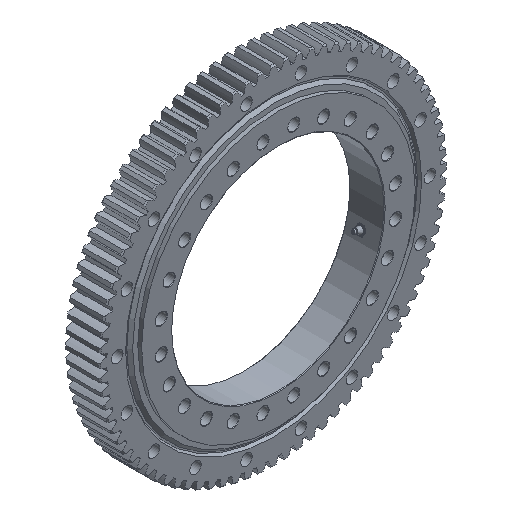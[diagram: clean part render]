
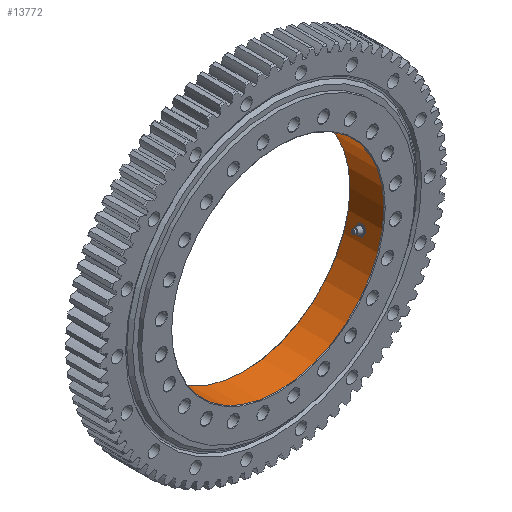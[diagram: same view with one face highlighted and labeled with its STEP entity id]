
A CAD part, isometric view. The second image highlights one B-rep face of the part: STEP entity #13772.
In plain terms, the highlighted cylindrical face has radius 132.499 mm (diameter 264.998 mm), a full revolution.
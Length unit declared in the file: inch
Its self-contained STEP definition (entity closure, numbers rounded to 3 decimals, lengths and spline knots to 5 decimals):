
#333=FACE_BOUND('',#2243,.T.);
#436=B_SPLINE_CURVE_WITH_KNOTS('',3,(#21078,#21079,#21080,#21081,#21082,
#21083,#21084,#21085,#21086,#21087),.UNSPECIFIED.,.F.,.F.,(4,2,2,2,4),(0.,
0.41976,0.83953,1.25929,1.67905),
 .UNSPECIFIED.);
#437=B_SPLINE_CURVE_WITH_KNOTS('',3,(#21088,#21089,#21090,#21091,#21092,
#21093,#21094,#21095,#21096,#21097,#21098,#21099,#21100,#21101,#21102,#21103,
#21104,#21105,#21106,#21107,#21108,#21109,#21110,#21111,#21112,#21113),
 .UNSPECIFIED.,.F.,.F.,(4,2,2,2,2,2,2,2,2,2,2,2,4),(1.67905,2.09881,
2.51857,2.93834,3.3581,3.77786,4.19763,
4.61739,5.03715,5.45691,5.87667,6.29644,
6.7162),.UNSPECIFIED.);
#1056=CYLINDRICAL_SURFACE('',#14664,5.2165);
#1453=FACE_OUTER_BOUND('',#2242,.T.);
#2242=EDGE_LOOP('',(#9010,#9011,#9012,#9013,#9014,#9015));
#2243=EDGE_LOOP('',(#9016,#9017));
#3134=LINE('',#21075,#3596);
#3596=VECTOR('',#16657,5.2165);
#4058=CIRCLE('',#14662,5.2165);
#4059=CIRCLE('',#14663,5.2165);
#4060=CIRCLE('',#14665,5.2165);
#4061=CIRCLE('',#14666,5.2165);
#5240=VERTEX_POINT('',#21065);
#5241=VERTEX_POINT('',#21067);
#5242=VERTEX_POINT('',#21071);
#5243=VERTEX_POINT('',#21072);
#5244=VERTEX_POINT('',#21076);
#5245=VERTEX_POINT('',#21077);
#6738=EDGE_CURVE('',#5240,#5241,#4058,.T.);
#6739=EDGE_CURVE('',#5241,#5240,#4059,.T.);
#6740=EDGE_CURVE('',#5242,#5243,#4060,.T.);
#6741=EDGE_CURVE('',#5243,#5242,#4061,.T.);
#6742=EDGE_CURVE('',#5243,#5241,#3134,.T.);
#6743=EDGE_CURVE('',#5244,#5245,#436,.T.);
#6744=EDGE_CURVE('',#5245,#5244,#437,.T.);
#9010=ORIENTED_EDGE('',*,*,#6740,.F.);
#9011=ORIENTED_EDGE('',*,*,#6741,.F.);
#9012=ORIENTED_EDGE('',*,*,#6742,.T.);
#9013=ORIENTED_EDGE('',*,*,#6738,.F.);
#9014=ORIENTED_EDGE('',*,*,#6739,.F.);
#9015=ORIENTED_EDGE('',*,*,#6742,.F.);
#9016=ORIENTED_EDGE('',*,*,#6743,.T.);
#9017=ORIENTED_EDGE('',*,*,#6744,.T.);
#13772=ADVANCED_FACE('',(#1453,#333),#1056,.F.);
#14662=AXIS2_PLACEMENT_3D('',#21068,#16647,#16648);
#14663=AXIS2_PLACEMENT_3D('',#21069,#16649,#16650);
#14664=AXIS2_PLACEMENT_3D('',#21070,#16651,#16652);
#14665=AXIS2_PLACEMENT_3D('',#21073,#16653,#16654);
#14666=AXIS2_PLACEMENT_3D('',#21074,#16655,#16656);
#16647=DIRECTION('center_axis',(0.,1.,0.));
#16648=DIRECTION('ref_axis',(1.,0.,0.));
#16649=DIRECTION('center_axis',(0.,1.,0.));
#16650=DIRECTION('ref_axis',(1.,0.,0.));
#16651=DIRECTION('center_axis',(0.,1.,0.));
#16652=DIRECTION('ref_axis',(-1.,0.,0.));
#16653=DIRECTION('center_axis',(0.,-1.,0.));
#16654=DIRECTION('ref_axis',(1.,0.,0.));
#16655=DIRECTION('center_axis',(0.,-1.,0.));
#16656=DIRECTION('ref_axis',(1.,0.,0.));
#16657=DIRECTION('',(0.,-1.,0.));
#21065=CARTESIAN_POINT('',(-5.2165,-0.954,0.));
#21067=CARTESIAN_POINT('',(5.2165,-0.954,0.));
#21068=CARTESIAN_POINT('Origin',(0.,-0.954,0.));
#21069=CARTESIAN_POINT('Origin',(0.,-0.954,0.));
#21070=CARTESIAN_POINT('Origin',(0.,-0.118,0.));
#21071=CARTESIAN_POINT('',(-5.2165,0.718,0.));
#21072=CARTESIAN_POINT('',(5.2165,0.718,0.));
#21073=CARTESIAN_POINT('Origin',(0.,0.718,0.));
#21074=CARTESIAN_POINT('Origin',(0.,0.718,0.));
#21075=CARTESIAN_POINT('',(5.2165,-0.118,0.));
#21076=CARTESIAN_POINT('',(-5.19804,0.,-0.4385));
#21077=CARTESIAN_POINT('',(-5.2165,-0.4385,0.));
#21078=CARTESIAN_POINT('Ctrl Pts',(-5.19804,0.,
-0.4385));
#21079=CARTESIAN_POINT('Ctrl Pts',(-5.19804,-0.05509,
-0.4385));
#21080=CARTESIAN_POINT('Ctrl Pts',(-5.199,-0.11383,
-0.42749));
#21081=CARTESIAN_POINT('Ctrl Pts',(-5.20249,-0.22186,
-0.38273));
#21082=CARTESIAN_POINT('Ctrl Pts',(-5.20496,-0.27115,
-0.34898));
#21083=CARTESIAN_POINT('Ctrl Pts',(-5.20959,-0.34898,
-0.27115));
#21084=CARTESIAN_POINT('Ctrl Pts',(-5.21206,-0.38273,
-0.22186));
#21085=CARTESIAN_POINT('Ctrl Pts',(-5.21554,-0.42749,
-0.11383));
#21086=CARTESIAN_POINT('Ctrl Pts',(-5.2165,-0.4385,-0.05509));
#21087=CARTESIAN_POINT('Ctrl Pts',(-5.2165,-0.4385,0.));
#21088=CARTESIAN_POINT('Ctrl Pts',(-5.2165,-0.4385,0.));
#21089=CARTESIAN_POINT('Ctrl Pts',(-5.2165,-0.4385,0.05509));
#21090=CARTESIAN_POINT('Ctrl Pts',(-5.21554,-0.42749,
0.11383));
#21091=CARTESIAN_POINT('Ctrl Pts',(-5.21206,-0.38273,
0.22186));
#21092=CARTESIAN_POINT('Ctrl Pts',(-5.20959,-0.34898,
0.27115));
#21093=CARTESIAN_POINT('Ctrl Pts',(-5.20496,-0.27115,
0.34898));
#21094=CARTESIAN_POINT('Ctrl Pts',(-5.20249,-0.22186,
0.38273));
#21095=CARTESIAN_POINT('Ctrl Pts',(-5.199,-0.11383,
0.42749));
#21096=CARTESIAN_POINT('Ctrl Pts',(-5.19804,-0.05509,
0.4385));
#21097=CARTESIAN_POINT('Ctrl Pts',(-5.19804,0.05509,
0.4385));
#21098=CARTESIAN_POINT('Ctrl Pts',(-5.199,0.11383,
0.42749));
#21099=CARTESIAN_POINT('Ctrl Pts',(-5.20249,0.22186,
0.38273));
#21100=CARTESIAN_POINT('Ctrl Pts',(-5.20496,0.27115,
0.34898));
#21101=CARTESIAN_POINT('Ctrl Pts',(-5.20959,0.34898,
0.27115));
#21102=CARTESIAN_POINT('Ctrl Pts',(-5.21206,0.38273,0.22186));
#21103=CARTESIAN_POINT('Ctrl Pts',(-5.21554,0.42749,0.11383));
#21104=CARTESIAN_POINT('Ctrl Pts',(-5.2165,0.4385,0.05509));
#21105=CARTESIAN_POINT('Ctrl Pts',(-5.2165,0.4385,-0.05509));
#21106=CARTESIAN_POINT('Ctrl Pts',(-5.21554,0.42749,
-0.11383));
#21107=CARTESIAN_POINT('Ctrl Pts',(-5.21206,0.38273,-0.22186));
#21108=CARTESIAN_POINT('Ctrl Pts',(-5.20959,0.34898,
-0.27115));
#21109=CARTESIAN_POINT('Ctrl Pts',(-5.20496,0.27115,
-0.34898));
#21110=CARTESIAN_POINT('Ctrl Pts',(-5.20249,0.22186,
-0.38273));
#21111=CARTESIAN_POINT('Ctrl Pts',(-5.199,0.11383,
-0.42749));
#21112=CARTESIAN_POINT('Ctrl Pts',(-5.19804,0.05509,
-0.4385));
#21113=CARTESIAN_POINT('Ctrl Pts',(-5.19804,0.,-0.4385));
